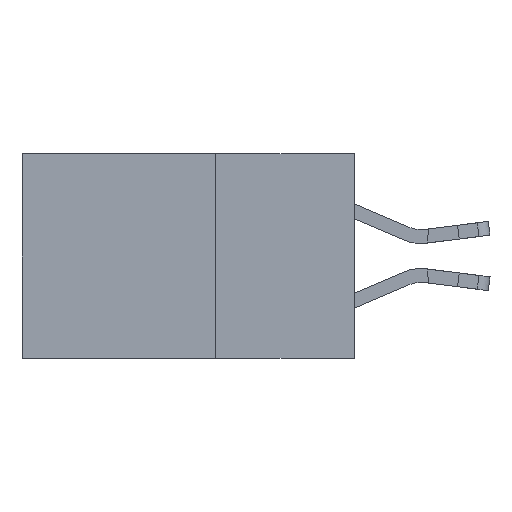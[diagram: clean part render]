
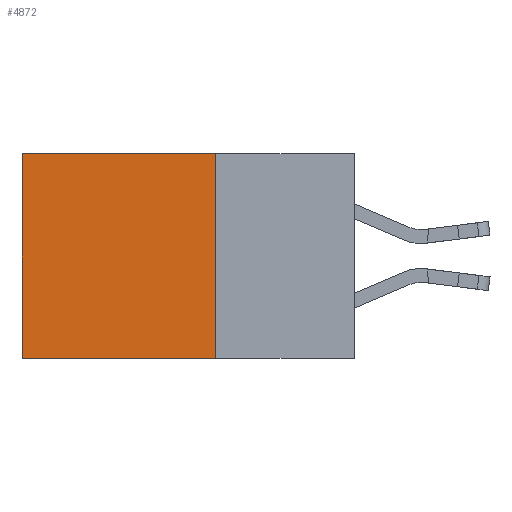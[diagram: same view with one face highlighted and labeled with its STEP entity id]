
A CAD part, left-side view. The second image highlights one B-rep face of the part: STEP entity #4872.
In plain terms, the highlighted planar face has unit normal (-1, 0, 0).
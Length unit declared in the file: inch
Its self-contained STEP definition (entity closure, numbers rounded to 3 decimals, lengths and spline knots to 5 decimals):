
#91 = DIRECTION ( 'NONE',  ( 0., 0., -1. ) ) ;
#194 = LINE ( 'NONE', #3864, #12938 ) ;
#1494 = ORIENTED_EDGE ( 'NONE', *, *, #8149, .F. ) ;
#1674 = VERTEX_POINT ( 'NONE', #11214 ) ;
#2124 = VECTOR ( 'NONE', #9014, 39.37008 ) ;
#3360 = CARTESIAN_POINT ( 'NONE',  ( 0.2615, 0.25, -0.37 ) ) ;
#3395 = AXIS2_PLACEMENT_3D ( 'NONE', #7644, #7424, #7383 ) ;
#3864 = CARTESIAN_POINT ( 'NONE',  ( 0.2615, 0.25, -0.37 ) ) ;
#4104 = CARTESIAN_POINT ( 'NONE',  ( 0.2615, 0.6, -0.37 ) ) ;
#4345 = ORIENTED_EDGE ( 'NONE', *, *, #14697, .T. ) ;
#4357 = DIRECTION ( 'NONE',  ( 0., 1., 0. ) ) ;
#4872 = ADVANCED_FACE ( 'NONE', ( #9137 ), #7440, .F. ) ;
#4924 = CARTESIAN_POINT ( 'NONE',  ( 0.2615, 0.6, -0.37 ) ) ;
#4932 = DIRECTION ( 'NONE',  ( 0., 1., 0. ) ) ;
#5021 = CARTESIAN_POINT ( 'NONE',  ( 0.2615, 0.25, -0.37 ) ) ;
#5042 = VERTEX_POINT ( 'NONE', #3360 ) ;
#5593 = CARTESIAN_POINT ( 'NONE',  ( 0.2615, 0.25, 0. ) ) ;
#5699 = VECTOR ( 'NONE', #4932, 39.37008 ) ;
#7377 = VERTEX_POINT ( 'NONE', #15022 ) ;
#7383 = DIRECTION ( 'NONE',  ( 0., 0., -1. ) ) ;
#7424 = DIRECTION ( 'NONE',  ( 1., 0., 0. ) ) ;
#7440 = PLANE ( 'NONE',  #3395 ) ;
#7644 = CARTESIAN_POINT ( 'NONE',  ( 0.2615, 0.25, -0.37 ) ) ;
#8149 = EDGE_CURVE ( 'NONE', #5042, #12120, #11812, .T. ) ;
#8421 = VECTOR ( 'NONE', #4357, 39.37008 ) ;
#9014 = DIRECTION ( 'NONE',  ( 0., 0., -1. ) ) ;
#9137 = FACE_OUTER_BOUND ( 'NONE', #11615, .T. ) ;
#10210 = ORIENTED_EDGE ( 'NONE', *, *, #13562, .T. ) ;
#11214 = CARTESIAN_POINT ( 'NONE',  ( 0.2615, 0.25, 0. ) ) ;
#11615 = EDGE_LOOP ( 'NONE', ( #4345, #1494, #13506, #10210 ) ) ;
#11812 = LINE ( 'NONE', #5021, #5699 ) ;
#12120 = VERTEX_POINT ( 'NONE', #4924 ) ;
#12343 = LINE ( 'NONE', #4104, #2124 ) ;
#12383 = LINE ( 'NONE', #5593, #8421 ) ;
#12938 = VECTOR ( 'NONE', #91, 39.37008 ) ;
#13365 = EDGE_CURVE ( 'NONE', #1674, #5042, #194, .T. ) ;
#13506 = ORIENTED_EDGE ( 'NONE', *, *, #13365, .F. ) ;
#13562 = EDGE_CURVE ( 'NONE', #1674, #7377, #12383, .T. ) ;
#14697 = EDGE_CURVE ( 'NONE', #7377, #12120, #12343, .T. ) ;
#15022 = CARTESIAN_POINT ( 'NONE',  ( 0.2615, 0.6, 0. ) ) ;
